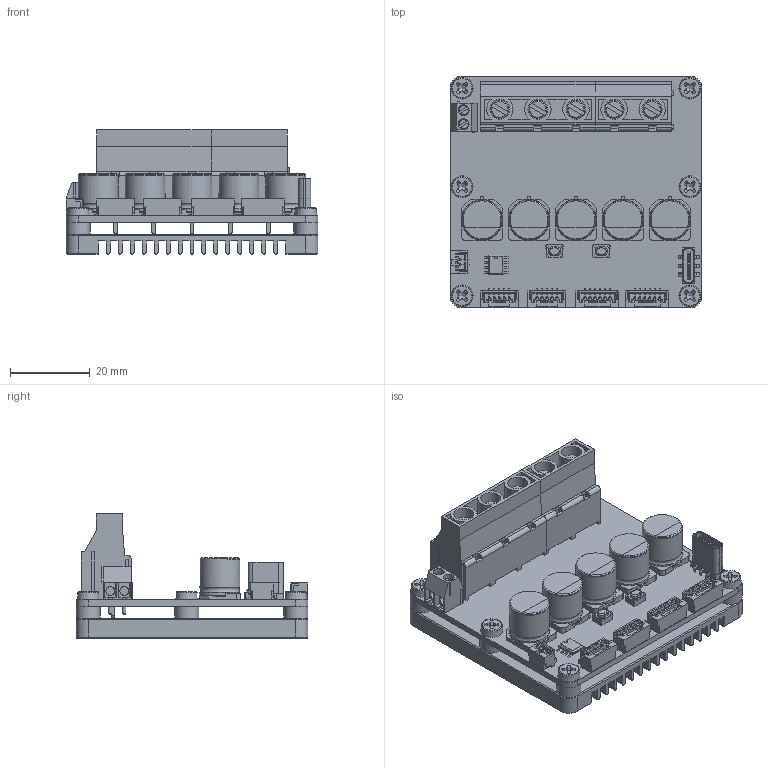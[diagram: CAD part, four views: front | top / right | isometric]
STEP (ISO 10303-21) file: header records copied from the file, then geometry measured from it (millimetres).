
FILE_DESCRIPTION(('FreeCAD Model'),'2;1');
FILE_NAME('Open CASCADE Shape Model','2025-05-24T18:11:22',(''),(''), 'Open CASCADE STEP processor 7.8','FreeCAD','Unknown');
FILE_SCHEMA(('AUTOMOTIVE_DESIGN { 1 0 10303 214 1 1 1 1 }'));
Length unit declared in the file: millimetre
Products named in the file (53): ODESC_Brushless_DC_Motor_Driver; Board; Body; M2 x 3 Nylon Spacer; M3 x 6 Nylon Screw; Chamfer; On Shore Tech 2 Pos Terminal Block; Array; Body001; SOP-8L; TE Connectivity WTB 2 Pos 1.25mm Connector; Body002 (Mirror #1); TE Connectivity WTB 5 Pos 1.25mm Connector; TE Connectivity WTB 6 Pos 1.25mm Connector; Tac Switch; Body003; USB-C Vertical Surface Mount Connector; 100uF Surface Mount Electrolytic Capacitor; Body002; Body003 (Mirror #1); 2Pos 3.5mm Terminal Block; Heat Sink; On Shore Tech 3 Pos Terminal Block
Assembly tree (86 placements, depth 4):
  ODESC_Brushless_DC_Motor_Driver
    Board
      Body
    M2 x 3 Nylon Spacer  x6
      Body
    M3 x 6 Nylon Screw  x6
      Chamfer
    On Shore Tech 2 Pos Terminal Block
      Array
        Body001  x2
      Body
    SOP-8L
      Body
      Array
        Body001  x4
    TE Connectivity WTB 2 Pos 1.25mm Connector
      Body
      Array
        Body001  x2
      Body002 (Mirror #1)
    TE Connectivity WTB 5 Pos 1.25mm Connector  x2
      Body
      Array
        Body001  x5
      Body002 (Mirror #1)
    TE Connectivity WTB 6 Pos 1.25mm Connector  x2
      Body
      Array
        Body001  x6
      Body002 (Mirror #1)
    Tac Switch  x2
      Body
      Body001
      Body002 (Mirror #1)
      Body003
    USB-C Vertical Surface Mount Connector
      Body
      Body001
    100uF Surface Mount Electrolytic Capacitor  x5
      Body
      Body001
      Body002
      Body003 (Mirror #1)
    2Pos 3.5mm Terminal Block
      Array
        Body001  x2
      Body
    Heat Sink
      Body
    On Shore Tech 3 Pos Terminal Block
      Body
      Array
        Body001  x3
Bounding box: 63 x 58 x 31.1 mm (x, y, z)
Volume: 31424.2 mm3; surface area: 40797 mm2
Topology: 93 solids, 93 shells, 2393 faces, 6203 edges, 4036 vertices
Faces by surface type: plane 2015, cylinder 248, cone 109, torus 21
Full cylindrical faces by diameter (mm): 0.8 x2, 2.2 x2, 2.5 x6, 2.7 x4, 3 x6, 3.25 x6, 3.5 x6, 4.5 x5, 5 x5, 6 x6, 10 x10
Entity records: 36814 total; most frequent: CARTESIAN_POINT 6294, ORIENTED_EDGE 6118, DIRECTION 5940, EDGE_CURVE 3059, LINE 2670, VECTOR 2670, VERTEX_POINT 1989, AXIS2_PLACEMENT_3D 1635
